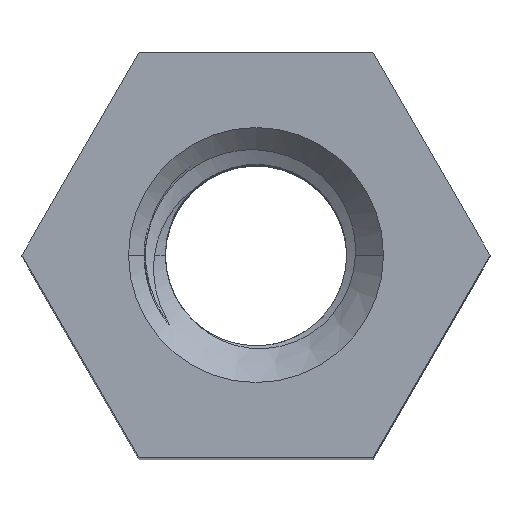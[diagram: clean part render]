
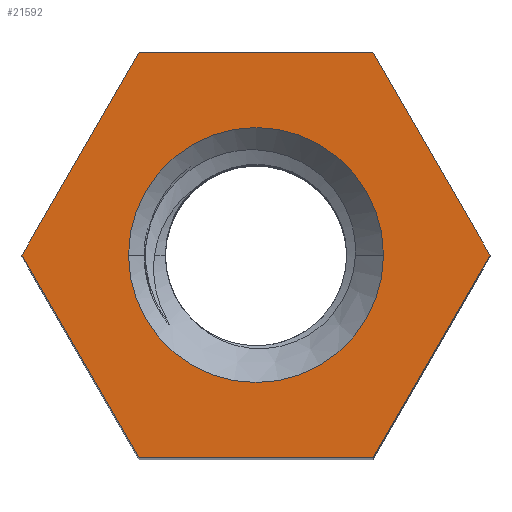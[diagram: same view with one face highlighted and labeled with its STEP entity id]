
A CAD part, top view. The second image highlights one B-rep face of the part: STEP entity #21592.
In plain terms, the highlighted planar face has unit normal (0, 0, 1).
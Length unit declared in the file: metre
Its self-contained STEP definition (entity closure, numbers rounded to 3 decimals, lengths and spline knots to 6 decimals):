
#77 = EDGE_LOOP ( 'NONE', ( #6826, #15828 ) ) ;
#903 = VERTEX_POINT ( 'NONE', #9264 ) ;
#990 = EDGE_CURVE ( 'NONE', #9098, #11993, #2533, .T. ) ;
#1179 = EDGE_CURVE ( 'NONE', #13614, #15833, #6611, .T. ) ;
#1406 = EDGE_CURVE ( 'NONE', #15833, #13614, #6000, .T. ) ;
#1590 = AXIS2_PLACEMENT_3D ( 'NONE', #15719, #3690, #17742 ) ;
#2295 = CARTESIAN_POINT ( 'NONE',  ( 0.001588, -0.00275, 0.015 ) ) ;
#2300 = DIRECTION ( 'NONE',  ( 1., 0., 0. ) ) ;
#2533 = LINE ( 'NONE', #3104, #17958 ) ;
#2612 = VECTOR ( 'NONE', #9717, 1. ) ;
#3104 = CARTESIAN_POINT ( 'NONE',  ( 0.003175, 0., 0.015 ) ) ;
#3367 = EDGE_CURVE ( 'NONE', #7178, #903, #15452, .T. ) ;
#3690 = DIRECTION ( 'NONE',  ( 0., 0., 1. ) ) ;
#4497 = LINE ( 'NONE', #23732, #2612 ) ;
#4764 = CARTESIAN_POINT ( 'NONE',  ( 0.001588, -0.00275, 0.015 ) ) ;
#4821 = VECTOR ( 'NONE', #24918, 1. ) ;
#4986 = DIRECTION ( 'NONE',  ( -0.5, -0.866, 0. ) ) ;
#5025 = AXIS2_PLACEMENT_3D ( 'NONE', #14957, #14780, #18907 ) ;
#6000 = CIRCLE ( 'NONE', #5025, 0.00173 ) ;
#6346 = AXIS2_PLACEMENT_3D ( 'NONE', #10459, #12483, #2300 ) ;
#6611 = CIRCLE ( 'NONE', #6346, 0.00173 ) ;
#6826 = ORIENTED_EDGE ( 'NONE', *, *, #1179, .T. ) ;
#7178 = VERTEX_POINT ( 'NONE', #25401 ) ;
#8178 = VECTOR ( 'NONE', #4986, 1. ) ;
#8249 = FACE_OUTER_BOUND ( 'NONE', #25889, .T. ) ;
#8571 = CARTESIAN_POINT ( 'NONE',  ( -0.00173, 0., 0.015 ) ) ;
#9098 = VERTEX_POINT ( 'NONE', #23536 ) ;
#9264 = CARTESIAN_POINT ( 'NONE',  ( -0.003175, 0., 0.015 ) ) ;
#9661 = DIRECTION ( 'NONE',  ( 1., 0., 0. ) ) ;
#9717 = DIRECTION ( 'NONE',  ( -1., 0., 0. ) ) ;
#10100 = LINE ( 'NONE', #22161, #14542 ) ;
#10117 = CARTESIAN_POINT ( 'NONE',  ( -0.001588, -0.00275, 0.015 ) ) ;
#10191 = ORIENTED_EDGE ( 'NONE', *, *, #18633, .T. ) ;
#10459 = CARTESIAN_POINT ( 'NONE',  ( 0., 0., 0.015 ) ) ;
#11083 = DIRECTION ( 'NONE',  ( -0.5, 0.866, 0. ) ) ;
#11993 = VERTEX_POINT ( 'NONE', #14129 ) ;
#12170 = DIRECTION ( 'NONE',  ( 0.5, -0.866, 0. ) ) ;
#12358 = VECTOR ( 'NONE', #9661, 1. ) ;
#12483 = DIRECTION ( 'NONE',  ( 0., 0., -1. ) ) ;
#12987 = FACE_BOUND ( 'NONE', #77, .T. ) ;
#13355 = ORIENTED_EDGE ( 'NONE', *, *, #15822, .T. ) ;
#13614 = VERTEX_POINT ( 'NONE', #22421 ) ;
#14129 = CARTESIAN_POINT ( 'NONE',  ( 0.001588, 0.00275, 0.015 ) ) ;
#14541 = ORIENTED_EDGE ( 'NONE', *, *, #3367, .T. ) ;
#14542 = VECTOR ( 'NONE', #12170, 1. ) ;
#14780 = DIRECTION ( 'NONE',  ( 0., 0., -1. ) ) ;
#14957 = CARTESIAN_POINT ( 'NONE',  ( 0., 0., 0.015 ) ) ;
#15021 = EDGE_CURVE ( 'NONE', #903, #25386, #10100, .T. ) ;
#15452 = LINE ( 'NONE', #24962, #8178 ) ;
#15719 = CARTESIAN_POINT ( 'NONE',  ( 0., 0., 0.015 ) ) ;
#15822 = EDGE_CURVE ( 'NONE', #25386, #25509, #17093, .T. ) ;
#15828 = ORIENTED_EDGE ( 'NONE', *, *, #1406, .T. ) ;
#15833 = VERTEX_POINT ( 'NONE', #8571 ) ;
#16128 = LINE ( 'NONE', #4764, #4821 ) ;
#17018 = ORIENTED_EDGE ( 'NONE', *, *, #990, .T. ) ;
#17093 = LINE ( 'NONE', #23676, #12358 ) ;
#17742 = DIRECTION ( 'NONE',  ( 1., 0., 0. ) ) ;
#17958 = VECTOR ( 'NONE', #11083, 1. ) ;
#18633 = EDGE_CURVE ( 'NONE', #11993, #7178, #4497, .T. ) ;
#18907 = DIRECTION ( 'NONE',  ( 1., 0., 0. ) ) ;
#20027 = EDGE_CURVE ( 'NONE', #25509, #9098, #16128, .T. ) ;
#21592 = ADVANCED_FACE ( 'NONE', ( #12987, #8249 ), #23585, .T. ) ;
#21751 = ORIENTED_EDGE ( 'NONE', *, *, #20027, .T. ) ;
#22161 = CARTESIAN_POINT ( 'NONE',  ( -0.003175, 0., 0.015 ) ) ;
#22421 = CARTESIAN_POINT ( 'NONE',  ( 0.00173, 0., 0.015 ) ) ;
#23536 = CARTESIAN_POINT ( 'NONE',  ( 0.003175, 0., 0.015 ) ) ;
#23585 = PLANE ( 'NONE',  #1590 ) ;
#23676 = CARTESIAN_POINT ( 'NONE',  ( 0., -0.00275, 0.015 ) ) ;
#23732 = CARTESIAN_POINT ( 'NONE',  ( 0., 0.00275, 0.015 ) ) ;
#24918 = DIRECTION ( 'NONE',  ( 0.5, 0.866, 0. ) ) ;
#24962 = CARTESIAN_POINT ( 'NONE',  ( -0.001588, 0.00275, 0.015 ) ) ;
#25168 = ORIENTED_EDGE ( 'NONE', *, *, #15021, .T. ) ;
#25386 = VERTEX_POINT ( 'NONE', #10117 ) ;
#25401 = CARTESIAN_POINT ( 'NONE',  ( -0.001588, 0.00275, 0.015 ) ) ;
#25509 = VERTEX_POINT ( 'NONE', #2295 ) ;
#25889 = EDGE_LOOP ( 'NONE', ( #13355, #21751, #17018, #10191, #14541, #25168 ) ) ;
